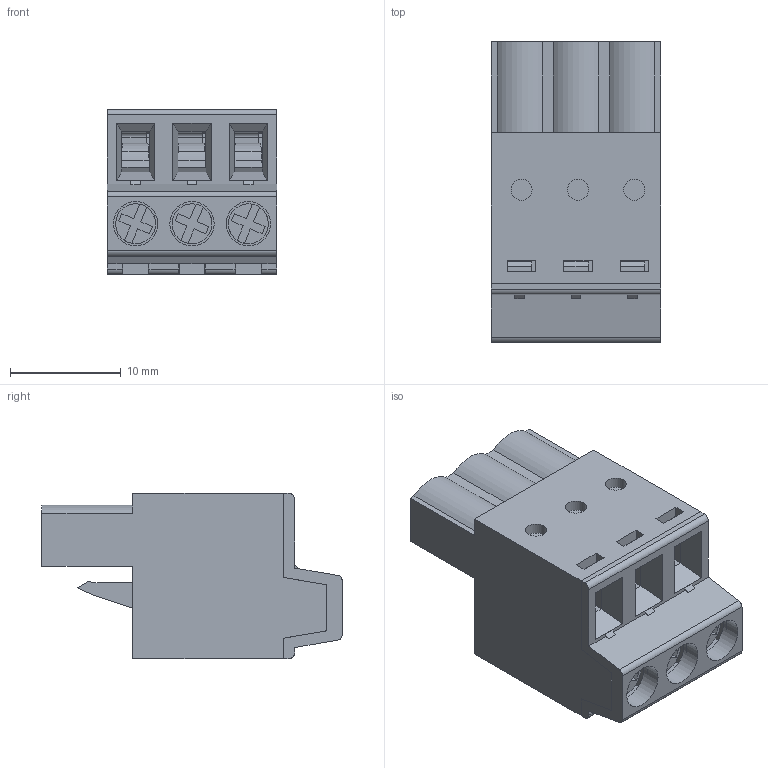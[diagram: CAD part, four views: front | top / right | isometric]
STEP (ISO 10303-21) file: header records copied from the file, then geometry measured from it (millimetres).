
FILE_DESCRIPTION( ( 'Unknown' ), '1' );
FILE_NAME( '691373500003B.stp', 'Unknown', ( 'Unknown' ), ( 'Unknown' ), 'PSStep 19.0.9', 'Unknown', ' ' );
FILE_SCHEMA( ( 'AUTOMOTIVE_DESIGN { 1 0 10303 214 1 1 1 1 }' ) );
Length unit declared in the file: millimetre
Products named in the file (7): Assem1; 6913735000xxB_PIN; 691373500003B_COQUE; 691373500003B; 6913735000xxB_MASS; 6913735000xxB_VIS; 6913735000xxB_CLAPET
Assembly tree (14 placements, depth 2):
  Assem1
    6913735000xxB_PIN  x3
    691373500003B_COQUE
    691373500003B
    6913735000xxB_MASS  x3
    6913735000xxB_VIS  x3
    6913735000xxB_CLAPET  x3
Bounding box: 15.24 x 27.1 x 14.9 mm (x, y, z)
Volume: 2894.7 mm3; surface area: 7397.6 mm2
Topology: 14 solids, 14 shells, 784 faces, 2160 edges, 1418 vertices
Faces by surface type: plane 612, cylinder 169, cone 3
Full cylindrical faces by diameter (mm): 1.9 x3, 2.003 x3, 2.5 x6, 3 x3, 3.1 x3, 3.6 x3, 3.99 x3, 4.1 x3
Entity records: 19610 total; most frequent: CARTESIAN_POINT 2777, ORIENTED_EDGE 2694, DIRECTION 2518, EDGE_CURVE 1347, LINE 1186, VECTOR 1186, VERTEX_POINT 893, AXIS2_PLACEMENT_3D 666
